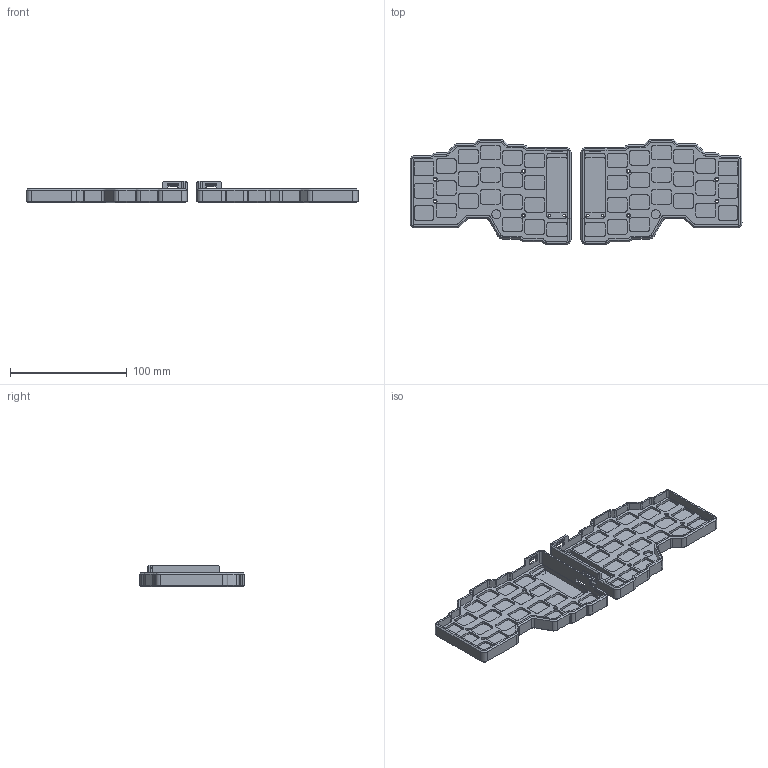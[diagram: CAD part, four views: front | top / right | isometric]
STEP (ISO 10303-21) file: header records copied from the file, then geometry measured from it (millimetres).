
FILE_DESCRIPTION(/* description */ (''),/* implementation_level */ '2;1');
FILE_NAME(/* name */ 'mriya-classic-fdm-301645-v1.01.step',/* time_stamp */ '2025-11-24T00:42:03+03:00',/* author */ (''),/* organization */ (''),/* preprocessor_version */ 'ST-DEVELOPER v20.1',/* originating_system */ 'Autodesk Translation Framework v14.17.0.0',/* authorisation */ '');
FILE_SCHEMA (('AUTOMOTIVE_DESIGN { 1 0 10303 214 3 1 1 }'));
Length unit declared in the file: millimetre
Products named in the file (1): mriya-classic-fdm-301645
Bounding box: 284.84 x 89.94 x 18.5 mm (x, y, z)
Volume: 95650.7 mm3; surface area: 64017.5 mm2
Topology: 2 solids, 2 shells, 972 faces, 2466 edges, 1568 vertices
Faces by surface type: plane 510, cylinder 342, cone 120
Full cylindrical faces by diameter (mm): 2.3 x12, 3.4 x8, 7.8 x2, 8.2 x12
Entity records: 29217 total; most frequent: DIRECTION 5216, CARTESIAN_POINT 5003, ORIENTED_EDGE 4924, EDGE_CURVE 2462, AXIS2_PLACEMENT_3D 1781, LINE 1654, VECTOR 1654, VERTEX_POINT 1568
